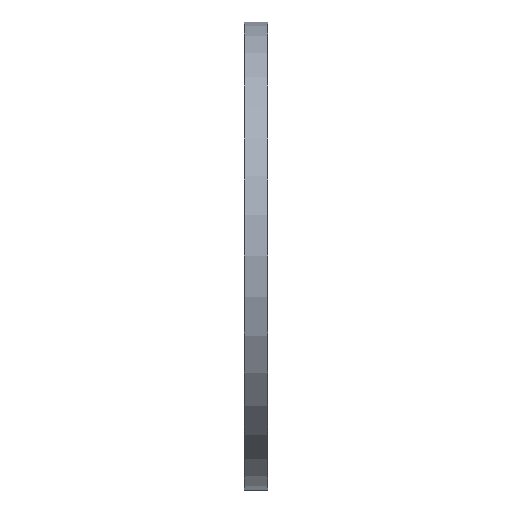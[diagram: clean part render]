
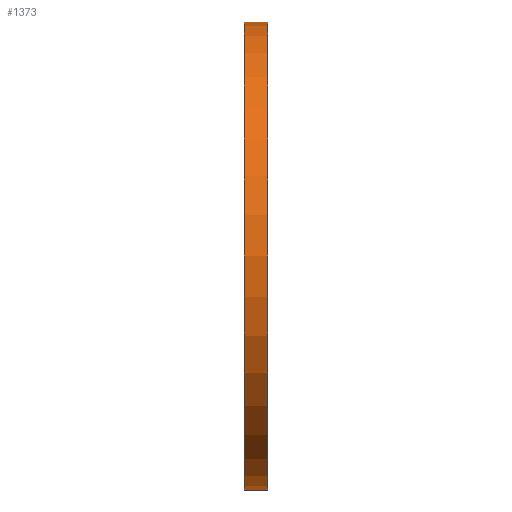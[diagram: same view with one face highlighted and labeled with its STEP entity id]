
A CAD part, left-side view. The second image highlights one B-rep face of the part: STEP entity #1373.
In plain terms, the highlighted cylindrical face has radius 29.5 mm (diameter 59 mm), a partial arc.
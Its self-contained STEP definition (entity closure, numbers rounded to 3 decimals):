
#2 = DIRECTION ( 'NONE',  ( 0., -1., 0. ) ) ;
#87 = EDGE_CURVE ( 'NONE', #1604, #1390, #508, .T. ) ;
#91 = DIRECTION ( 'NONE',  ( 0., -1., 0. ) ) ;
#94 = DIRECTION ( 'NONE',  ( 0., 0., 1. ) ) ;
#152 = DIRECTION ( 'NONE',  ( 0., -1., 0. ) ) ;
#154 = EDGE_CURVE ( 'NONE', #365, #1154, #1189, .T. ) ;
#155 = CARTESIAN_POINT ( 'NONE',  ( 0., 0., 0. ) ) ;
#232 = DIRECTION ( 'NONE',  ( 0., 1., 0. ) ) ;
#241 = CARTESIAN_POINT ( 'NONE',  ( 0., 0., 29.5 ) ) ;
#320 = CARTESIAN_POINT ( 'NONE',  ( 0., 3., -29.5 ) ) ;
#324 = AXIS2_PLACEMENT_3D ( 'NONE', #1116, #232, #94 ) ;
#347 = CARTESIAN_POINT ( 'NONE',  ( 0., 3., 29.5 ) ) ;
#350 = AXIS2_PLACEMENT_3D ( 'NONE', #155, #930, #919 ) ;
#365 = VERTEX_POINT ( 'NONE', #320 ) ;
#366 = LINE ( 'NONE', #347, #390 ) ;
#390 = VECTOR ( 'NONE', #91, 1000. ) ;
#508 = CIRCLE ( 'NONE', #350, 29.5 ) ;
#529 = DIRECTION ( 'NONE',  ( 0., 0., -1. ) ) ;
#574 = ORIENTED_EDGE ( 'NONE', *, *, #903, .T. ) ;
#618 = ORIENTED_EDGE ( 'NONE', *, *, #87, .T. ) ;
#646 = CARTESIAN_POINT ( 'NONE',  ( 0., 3., 0. ) ) ;
#829 = ORIENTED_EDGE ( 'NONE', *, *, #154, .F. ) ;
#867 = VECTOR ( 'NONE', #152, 1000. ) ;
#896 = FACE_OUTER_BOUND ( 'NONE', #960, .T. ) ;
#903 = EDGE_CURVE ( 'NONE', #365, #1604, #1433, .T. ) ;
#919 = DIRECTION ( 'NONE',  ( 0., 0., 1. ) ) ;
#930 = DIRECTION ( 'NONE',  ( 0., 1., 0. ) ) ;
#960 = EDGE_LOOP ( 'NONE', ( #1435, #829, #574, #618 ) ) ;
#1116 = CARTESIAN_POINT ( 'NONE',  ( 0., 3., 0. ) ) ;
#1154 = VERTEX_POINT ( 'NONE', #1350 ) ;
#1157 = CYLINDRICAL_SURFACE ( 'NONE', #1179, 29.5 ) ;
#1179 = AXIS2_PLACEMENT_3D ( 'NONE', #646, #2, #529 ) ;
#1189 = CIRCLE ( 'NONE', #324, 29.5 ) ;
#1193 = CARTESIAN_POINT ( 'NONE',  ( 0., 3., -29.5 ) ) ;
#1223 = EDGE_CURVE ( 'NONE', #1154, #1390, #366, .T. ) ;
#1350 = CARTESIAN_POINT ( 'NONE',  ( 0., 3., 29.5 ) ) ;
#1373 = ADVANCED_FACE ( 'NONE', ( #896 ), #1157, .T. ) ;
#1390 = VERTEX_POINT ( 'NONE', #241 ) ;
#1393 = CARTESIAN_POINT ( 'NONE',  ( 0., 0., -29.5 ) ) ;
#1433 = LINE ( 'NONE', #1193, #867 ) ;
#1435 = ORIENTED_EDGE ( 'NONE', *, *, #1223, .F. ) ;
#1604 = VERTEX_POINT ( 'NONE', #1393 ) ;
